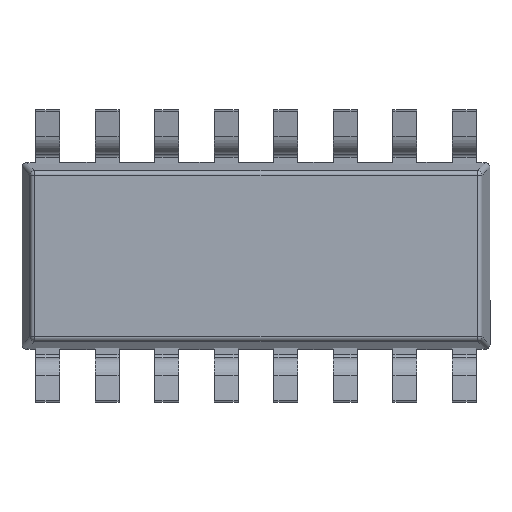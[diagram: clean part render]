
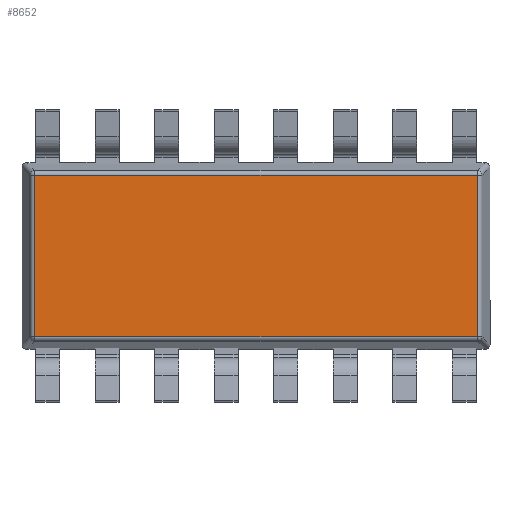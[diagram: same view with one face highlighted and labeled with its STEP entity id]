
A CAD part, front view. The second image highlights one B-rep face of the part: STEP entity #8652.
In plain terms, the highlighted planar face has unit normal (0, -1, 0).
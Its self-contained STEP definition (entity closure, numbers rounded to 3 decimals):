
#111 = VERTEX_POINT ( 'NONE', #2469 ) ;
#269 = AXIS2_PLACEMENT_3D ( 'NONE', #4048, #15295, #4947 ) ;
#379 = EDGE_CURVE ( 'NONE', #111, #15534, #1456, .T. ) ;
#756 = ORIENTED_EDGE ( 'NONE', *, *, #8340, .T. ) ;
#1117 = EDGE_CURVE ( 'NONE', #10613, #111, #10936, .T. ) ;
#1456 = LINE ( 'NONE', #7825, #13297 ) ;
#2365 = ORIENTED_EDGE ( 'NONE', *, *, #1117, .T. ) ;
#2469 = CARTESIAN_POINT ( 'NONE',  ( 4.723, 0.125, 1.723 ) ) ;
#3302 = PLANE ( 'NONE',  #269 ) ;
#3363 = ORIENTED_EDGE ( 'NONE', *, *, #379, .T. ) ;
#4048 = CARTESIAN_POINT ( 'NONE',  ( 0., 0.125, 0. ) ) ;
#4070 = DIRECTION ( 'NONE',  ( 1., 0., 0. ) ) ;
#4110 = VECTOR ( 'NONE', #15680, 1000. ) ;
#4213 = EDGE_CURVE ( 'NONE', #15534, #10054, #6774, .T. ) ;
#4947 = DIRECTION ( 'NONE',  ( 0., 0., 1. ) ) ;
#5622 = VECTOR ( 'NONE', #13362, 1000. ) ;
#6243 = EDGE_LOOP ( 'NONE', ( #3363, #12579, #756, #2365 ) ) ;
#6570 = CARTESIAN_POINT ( 'NONE',  ( 4.723, 0.125, -1.723 ) ) ;
#6581 = VECTOR ( 'NONE', #4070, 1000. ) ;
#6774 = LINE ( 'NONE', #9499, #4110 ) ;
#7825 = CARTESIAN_POINT ( 'NONE',  ( -4.8, 0.125, 1.723 ) ) ;
#8340 = EDGE_CURVE ( 'NONE', #10054, #10613, #12793, .T. ) ;
#8652 = ADVANCED_FACE ( 'NONE', ( #16125 ), #3302, .F. ) ;
#9499 = CARTESIAN_POINT ( 'NONE',  ( -4.723, 0.125, -1.8 ) ) ;
#10054 = VERTEX_POINT ( 'NONE', #14954 ) ;
#10613 = VERTEX_POINT ( 'NONE', #6570 ) ;
#10936 = LINE ( 'NONE', #14547, #5622 ) ;
#11545 = CARTESIAN_POINT ( 'NONE',  ( 4.8, 0.125, -1.723 ) ) ;
#12579 = ORIENTED_EDGE ( 'NONE', *, *, #4213, .T. ) ;
#12793 = LINE ( 'NONE', #11545, #6581 ) ;
#13297 = VECTOR ( 'NONE', #15481, 1000. ) ;
#13362 = DIRECTION ( 'NONE',  ( 0., 0., 1. ) ) ;
#14337 = CARTESIAN_POINT ( 'NONE',  ( -4.723, 0.125, 1.723 ) ) ;
#14547 = CARTESIAN_POINT ( 'NONE',  ( 4.723, 0.125, 1.8 ) ) ;
#14954 = CARTESIAN_POINT ( 'NONE',  ( -4.723, 0.125, -1.723 ) ) ;
#15295 = DIRECTION ( 'NONE',  ( 0., 1., 0. ) ) ;
#15481 = DIRECTION ( 'NONE',  ( -1., 0., 0. ) ) ;
#15534 = VERTEX_POINT ( 'NONE', #14337 ) ;
#15680 = DIRECTION ( 'NONE',  ( 0., 0., -1. ) ) ;
#16125 = FACE_OUTER_BOUND ( 'NONE', #6243, .T. ) ;
